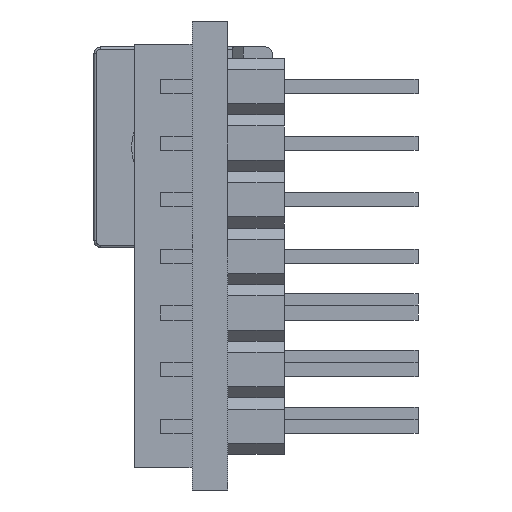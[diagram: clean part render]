
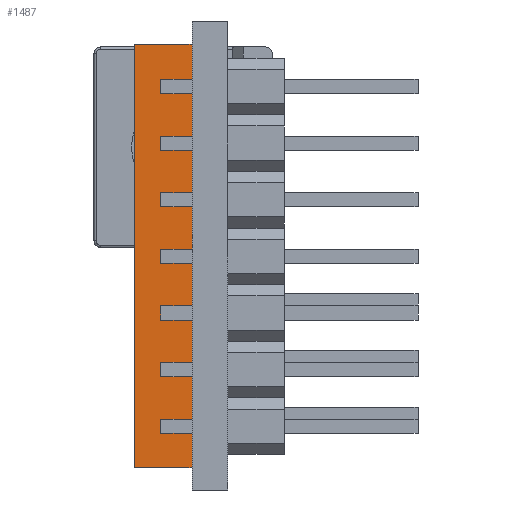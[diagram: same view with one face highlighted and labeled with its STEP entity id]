
A CAD part, left-side view. The second image highlights one B-rep face of the part: STEP entity #1487.
In plain terms, the highlighted planar face has unit normal (-1, 0, 0).
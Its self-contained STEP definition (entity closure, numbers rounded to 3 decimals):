
#295 = LINE ( 'NONE', #2791, #993 ) ;
#486 = DIRECTION ( 'NONE',  ( 1., 0., 0. ) ) ;
#665 = FACE_OUTER_BOUND ( 'NONE', #5605, .T. ) ;
#749 = ORIENTED_EDGE ( 'NONE', *, *, #5220, .F. ) ;
#993 = VECTOR ( 'NONE', #2247, 1000. ) ;
#1006 = EDGE_CURVE ( 'NONE', #2692, #3356, #6021, .T. ) ;
#1487 = ADVANCED_FACE ( 'NONE', ( #665 ), #7285, .F. ) ;
#2004 = EDGE_CURVE ( 'NONE', #5329, #7123, #295, .T. ) ;
#2237 = DIRECTION ( 'NONE',  ( 0., 0., -1. ) ) ;
#2247 = DIRECTION ( 'NONE',  ( 0., 1., 0. ) ) ;
#2278 = ORIENTED_EDGE ( 'NONE', *, *, #1006, .T. ) ;
#2629 = CARTESIAN_POINT ( 'NONE',  ( 0., 0., 0. ) ) ;
#2656 = DIRECTION ( 'NONE',  ( 0., 0., -1. ) ) ;
#2692 = VERTEX_POINT ( 'NONE', #3074 ) ;
#2791 = CARTESIAN_POINT ( 'NONE',  ( 0., 2.6, 19. ) ) ;
#2874 = ORIENTED_EDGE ( 'NONE', *, *, #4744, .F. ) ;
#3011 = VECTOR ( 'NONE', #3372, 1000. ) ;
#3074 = CARTESIAN_POINT ( 'NONE',  ( 0., 2.6, 0. ) ) ;
#3356 = VERTEX_POINT ( 'NONE', #6733 ) ;
#3372 = DIRECTION ( 'NONE',  ( 0., -1., 0. ) ) ;
#3459 = CARTESIAN_POINT ( 'NONE',  ( 0., 2.6, 0. ) ) ;
#3780 = CARTESIAN_POINT ( 'NONE',  ( 0., 2.6, 0. ) ) ;
#4637 = VECTOR ( 'NONE', #2656, 1000. ) ;
#4656 = AXIS2_PLACEMENT_3D ( 'NONE', #3780, #486, #2237 ) ;
#4744 = EDGE_CURVE ( 'NONE', #5329, #3356, #6896, .T. ) ;
#4877 = LINE ( 'NONE', #5394, #6497 ) ;
#4960 = DIRECTION ( 'NONE',  ( 0., 0., 1. ) ) ;
#5220 = EDGE_CURVE ( 'NONE', #2692, #7123, #4877, .T. ) ;
#5329 = VERTEX_POINT ( 'NONE', #6243 ) ;
#5394 = CARTESIAN_POINT ( 'NONE',  ( 0., 2.6, 0. ) ) ;
#5605 = EDGE_LOOP ( 'NONE', ( #6755, #749, #2278, #2874 ) ) ;
#5960 = CARTESIAN_POINT ( 'NONE',  ( 0., 2.6, 19. ) ) ;
#6021 = LINE ( 'NONE', #3459, #3011 ) ;
#6243 = CARTESIAN_POINT ( 'NONE',  ( 0., 0., 19. ) ) ;
#6497 = VECTOR ( 'NONE', #4960, 1000. ) ;
#6733 = CARTESIAN_POINT ( 'NONE',  ( 0., 0., 0. ) ) ;
#6755 = ORIENTED_EDGE ( 'NONE', *, *, #2004, .T. ) ;
#6896 = LINE ( 'NONE', #2629, #4637 ) ;
#7123 = VERTEX_POINT ( 'NONE', #5960 ) ;
#7285 = PLANE ( 'NONE',  #4656 ) ;
